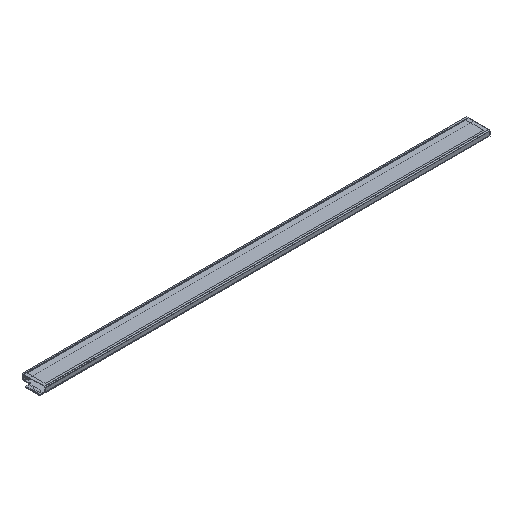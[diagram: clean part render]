
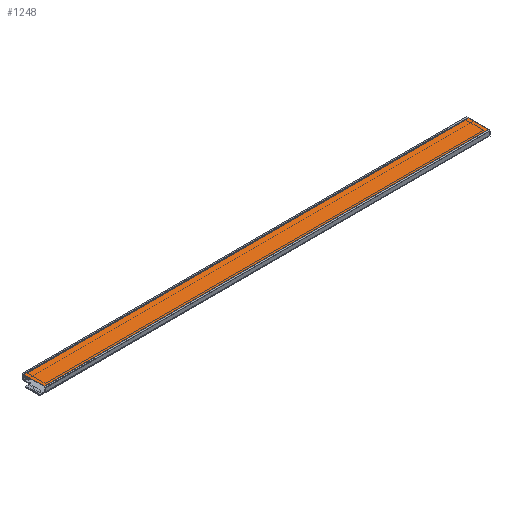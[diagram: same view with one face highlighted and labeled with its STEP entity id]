
A CAD part, isometric view. The second image highlights one B-rep face of the part: STEP entity #1248.
In plain terms, the highlighted planar face has unit normal (0, 0, 1).
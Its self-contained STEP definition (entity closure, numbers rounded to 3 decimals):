
#63 = CARTESIAN_POINT ( 'NONE',  ( 275.6, 0.7, 0. ) ) ;
#75 = DIRECTION ( 'NONE',  ( 1., 0., 0. ) ) ;
#123 = VERTEX_POINT ( 'NONE', #1666 ) ;
#178 = EDGE_CURVE ( 'NONE', #123, #1433, #1475, .T. ) ;
#229 = ORIENTED_EDGE ( 'NONE', *, *, #1216, .T. ) ;
#271 = ORIENTED_EDGE ( 'NONE', *, *, #178, .T. ) ;
#292 = CARTESIAN_POINT ( 'NONE',  ( 275.6, 13.4, 0. ) ) ;
#385 = CARTESIAN_POINT ( 'NONE',  ( 275.6, 0., 0. ) ) ;
#401 = VERTEX_POINT ( 'NONE', #63 ) ;
#432 = VECTOR ( 'NONE', #508, 1000. ) ;
#508 = DIRECTION ( 'NONE',  ( 0., -1., 0. ) ) ;
#590 = DIRECTION ( 'NONE',  ( -1., 0., 0. ) ) ;
#716 = CARTESIAN_POINT ( 'NONE',  ( -2., 0.7, 0. ) ) ;
#741 = VERTEX_POINT ( 'NONE', #292 ) ;
#908 = VECTOR ( 'NONE', #75, 1000. ) ;
#1045 = AXIS2_PLACEMENT_3D ( 'NONE', #1678, #2515, #1281 ) ;
#1156 = VECTOR ( 'NONE', #590, 1000. ) ;
#1216 = EDGE_CURVE ( 'NONE', #401, #741, #1700, .T. ) ;
#1248 = ADVANCED_FACE ( 'NONE', ( #2045 ), #2542, .F. ) ;
#1281 = DIRECTION ( 'NONE',  ( -1., 0., 0. ) ) ;
#1400 = LINE ( 'NONE', #2478, #1156 ) ;
#1433 = VERTEX_POINT ( 'NONE', #716 ) ;
#1475 = LINE ( 'NONE', #1970, #432 ) ;
#1666 = CARTESIAN_POINT ( 'NONE',  ( -2., 13.4, 0. ) ) ;
#1678 = CARTESIAN_POINT ( 'NONE',  ( 0., 0., 0. ) ) ;
#1700 = LINE ( 'NONE', #385, #1941 ) ;
#1857 = ORIENTED_EDGE ( 'NONE', *, *, #2223, .T. ) ;
#1941 = VECTOR ( 'NONE', #2348, 1000. ) ;
#1970 = CARTESIAN_POINT ( 'NONE',  ( -2., 0., 0. ) ) ;
#2045 = FACE_OUTER_BOUND ( 'NONE', #2611, .T. ) ;
#2223 = EDGE_CURVE ( 'NONE', #741, #123, #1400, .T. ) ;
#2348 = DIRECTION ( 'NONE',  ( 0., 1., 0. ) ) ;
#2478 = CARTESIAN_POINT ( 'NONE',  ( -2., 13.4, 0. ) ) ;
#2485 = LINE ( 'NONE', #2646, #908 ) ;
#2515 = DIRECTION ( 'NONE',  ( 0., 0., -1. ) ) ;
#2542 = PLANE ( 'NONE',  #1045 ) ;
#2550 = ORIENTED_EDGE ( 'NONE', *, *, #2733, .T. ) ;
#2611 = EDGE_LOOP ( 'NONE', ( #2550, #229, #1857, #271 ) ) ;
#2646 = CARTESIAN_POINT ( 'NONE',  ( -2., 0.7, 0. ) ) ;
#2733 = EDGE_CURVE ( 'NONE', #1433, #401, #2485, .T. ) ;
